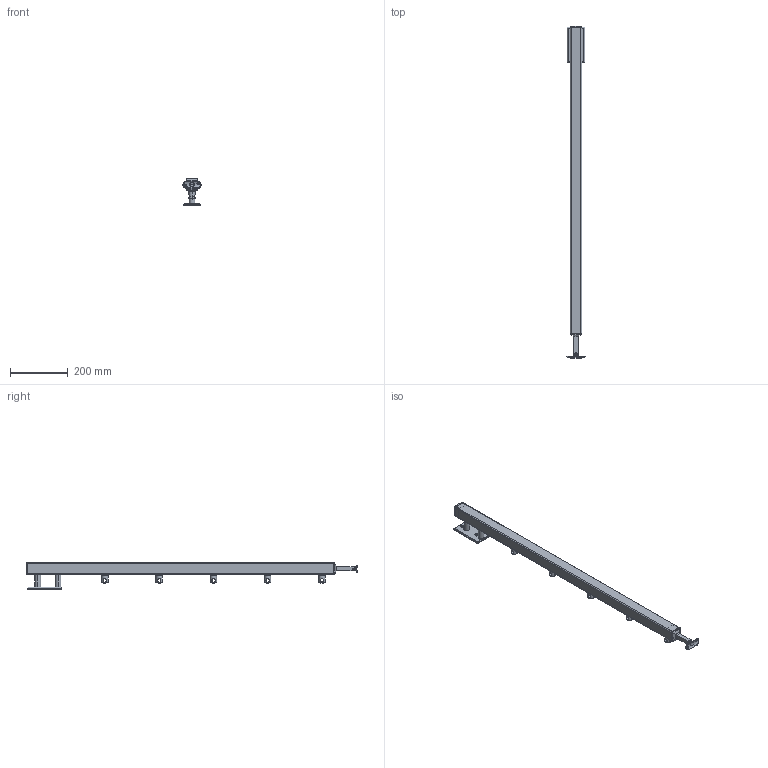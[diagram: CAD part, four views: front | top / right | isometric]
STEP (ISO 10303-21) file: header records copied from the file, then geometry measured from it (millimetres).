
FILE_DESCRIPTION (( 'STEP AP203' ), '1' );
FILE_NAME ('AJP-BR100-5D12.STEP', '2021-10-14T07:36:16', ( '' ), ( '' ), 'SwSTEP 2.0', 'SolidWorks 2019', '' );
FILE_SCHEMA (( 'CONFIG_CONTROL_DESIGN' ));
Length unit declared in the file: millimetre
Products named in the file (20): A6-005-4-ECO P1_0; A6-005-4-ECO P2_0; A_4718_042_0; screw_din_7991-m8x70-8_8 P4_0; M6x10_0; A6-005-4-ECO; A-0830-000; screw_iso_4029-m5x6-45h 000_0; A-4718-042; A6-005-4-ECO P3_0; AJP-BR100-5D12; A-4732-040; A-0830-000 P2_0; A-0830-000 P1_0; AJP-BR100-5xM5-TUBE; A-1800-242
Assembly tree (38 placements, depth 3):
  AJP-BR100-5D12
    A-4718-042
      A-1800-242
      A_4718_042_0
      M6x10_0
    A-0830-000
      screw_iso_4029-m5x6-45h 000_0  x2
      A-0830-000 P2_0
      A-0830-000 P1_0
    A-0830-000
      screw_iso_4029-m5x6-45h 000_0  x2
      A-0830-000 P2_0
      A-0830-000 P1_0
    A-0830-000
      screw_iso_4029-m5x6-45h 000_0  x2
      A-0830-000 P2_0
      A-0830-000 P1_0
    A-0830-000
      screw_iso_4029-m5x6-45h 000_0  x2
      A-0830-000 P2_0
      A-0830-000 P1_0
    A-0830-000
      screw_iso_4029-m5x6-45h 000_0  x2
      A-0830-000 P2_0
      A-0830-000 P1_0
    A6-005-4-ECO
      A6-005-4-ECO P2_0
      screw_din_7991-m8x70-8_8 P4_0  x2
      A6-005-4-ECO P3_0  x2
      A6-005-4-ECO P1_0
    A-4732-040
    AJP-BR100-5xM5-TUBE
Bounding box: 63 x 1149.78 x 90.5 mm (x, y, z)
Volume: 451255.9 mm3; surface area: 404398 mm2
Topology: 31 solids, 31 shells, 770 faces, 1904 edges, 1152 vertices
Faces by surface type: cylinder 318, plane 264, cone 136, sphere 26, torus 20, bspline 6
Entity records: 17863 total; most frequent: CARTESIAN_POINT 4297, DIRECTION 2377, ORIENTED_EDGE 2236, EDGE_CURVE 1118, AXIS2_PLACEMENT_3D 891, VERTEX_POINT 705, LINE 595, VECTOR 595
